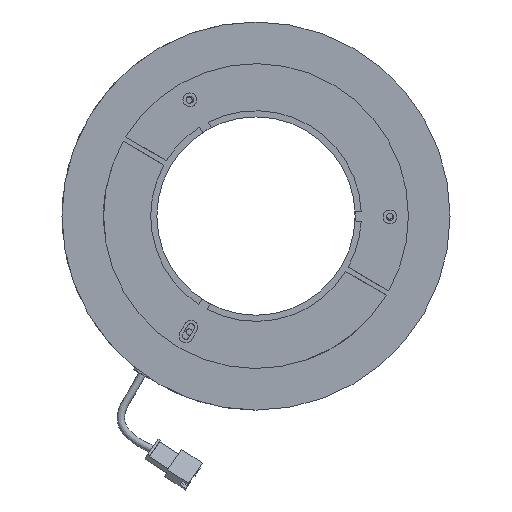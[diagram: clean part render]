
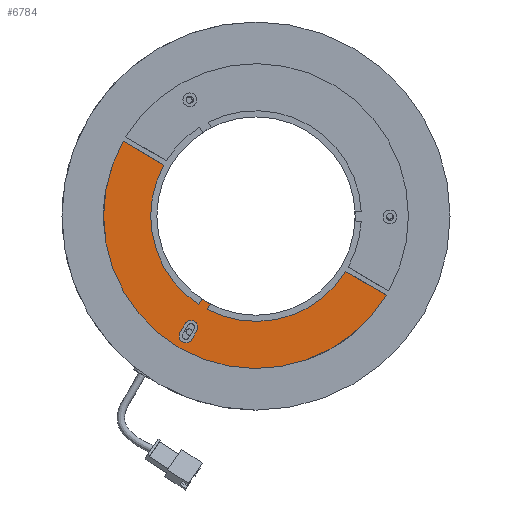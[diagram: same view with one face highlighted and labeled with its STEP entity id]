
A CAD part, front view. The second image highlights one B-rep face of the part: STEP entity #6784.
In plain terms, the highlighted planar face has unit normal (0, -1, 0).
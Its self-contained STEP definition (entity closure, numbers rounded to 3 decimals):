
#601 = AXIS2_PLACEMENT_3D ( 'NONE', #785, #786, #787 ) ;
#778 = PLANE ( 'NONE',  #601 ) ;
#785 = CARTESIAN_POINT ( 'NONE',  ( -116.879, -10., 68.42 ) ) ;
#786 = DIRECTION ( 'NONE',  ( 0., -1., 0. ) ) ;
#787 = DIRECTION ( 'NONE',  ( -0.505, 0., -0.863 ) ) ;
#940 = FACE_OUTER_BOUND ( 'NONE', #6418, .T. ) ;
#944 = FACE_BOUND ( 'NONE', #6423, .T. ) ;
#3213 = AXIS2_PLACEMENT_3D ( 'NONE', #3608, #3609, #3610 ) ;
#3219 = AXIS2_PLACEMENT_3D ( 'NONE', #3718, #3719, #3720 ) ;
#3258 = AXIS2_PLACEMENT_3D ( 'NONE', #4251, #4252, #4253 ) ;
#3262 = AXIS2_PLACEMENT_3D ( 'NONE', #4275, #4276, #4277 ) ;
#3264 = AXIS2_PLACEMENT_3D ( 'NONE', #4289, #4290, #4291 ) ;
#3266 = AXIS2_PLACEMENT_3D ( 'NONE', #4432, #4433, #4434 ) ;
#3559 = CARTESIAN_POINT ( 'NONE',  ( -25.918, -10., -49.718 ) ) ;
#3560 = CARTESIAN_POINT ( 'NONE',  ( -29.68, -10., -50.701 ) ) ;
#3566 = CARTESIAN_POINT ( 'NONE',  ( -30.664, -10., -46.939 ) ) ;
#3571 = CARTESIAN_POINT ( 'NONE',  ( -28.644, -10., -43.487 ) ) ;
#3575 = CARTESIAN_POINT ( 'NONE',  ( -23.897, -10., -46.265 ) ) ;
#3576 = CARTESIAN_POINT ( 'NONE',  ( -53.573, -10., 30.203 ) ) ;
#3581 = CARTESIAN_POINT ( 'NONE',  ( -37.173, -10., 20.602 ) ) ;
#3584 = CARTESIAN_POINT ( 'NONE',  ( -23.173, -10., -35.627 ) ) ;
#3585 = CARTESIAN_POINT ( 'NONE',  ( 36.162, -10., -22.328 ) ) ;
#3587 = CARTESIAN_POINT ( 'NONE',  ( 52.563, -10., -31.929 ) ) ;
#3608 = CARTESIAN_POINT ( 'NONE',  ( -28.291, -10., -48.328 ) ) ;
#3609 = DIRECTION ( 'NONE',  ( 0., 1., 0. ) ) ;
#3610 = DIRECTION ( 'NONE',  ( -0.505, 0., -0.863 ) ) ;
#3628 = CARTESIAN_POINT ( 'NONE',  ( -2.373, -10., 1.389 ) ) ;
#3710 = DIRECTION ( 'NONE',  ( 0.505, 0., 0.863 ) ) ;
#3718 = CARTESIAN_POINT ( 'NONE',  ( -26.27, -10., -44.876 ) ) ;
#3719 = DIRECTION ( 'NONE',  ( 0., 1., 0. ) ) ;
#3720 = DIRECTION ( 'NONE',  ( -0.505, 0., -0.863 ) ) ;
#3721 = CARTESIAN_POINT ( 'NONE',  ( 2.373, -10., -1.389 ) ) ;
#3722 = DIRECTION ( 'NONE',  ( -0.505, 0., -0.863 ) ) ;
#3940 = CIRCLE ( 'NONE', #3213, 2.75 ) ;
#3968 = LINE ( 'NONE', #3628, #3976 ) ;
#3976 = VECTOR ( 'NONE', #3710, 1000. ) ;
#3978 = CIRCLE ( 'NONE', #3219, 2.75 ) ;
#3981 = LINE ( 'NONE', #3721, #3984 ) ;
#3984 = VECTOR ( 'NONE', #3722, 1000. ) ;
#4091 = LINE ( 'NONE', #4241, #4100 ) ;
#4100 = VECTOR ( 'NONE', #4246, 1000. ) ;
#4101 = CIRCLE ( 'NONE', #3258, 42.5 ) ;
#4106 = LINE ( 'NONE', #4262, #4114 ) ;
#4111 = CIRCLE ( 'NONE', #3262, 42.5 ) ;
#4114 = VECTOR ( 'NONE', #4266, 1000. ) ;
#4119 = LINE ( 'NONE', #4279, #4126 ) ;
#4123 = LINE ( 'NONE', #4293, #4134 ) ;
#4126 = VECTOR ( 'NONE', #4283, 1000. ) ;
#4129 = CIRCLE ( 'NONE', #3264, 40.003 ) ;
#4134 = VECTOR ( 'NONE', #4288, 1000. ) ;
#4138 = CIRCLE ( 'NONE', #3266, 61.5 ) ;
#4241 = CARTESIAN_POINT ( 'NONE',  ( -117.384, -10., 67.557 ) ) ;
#4246 = DIRECTION ( 'NONE',  ( -0.863, 0., 0.505 ) ) ;
#4251 = CARTESIAN_POINT ( 'NONE',  ( 0., -10., 0. ) ) ;
#4252 = DIRECTION ( 'NONE',  ( 0., 1., 0. ) ) ;
#4253 = DIRECTION ( 'NONE',  ( 0.505, 0., 0.863 ) ) ;
#4262 = CARTESIAN_POINT ( 'NONE',  ( -117.384, -10., 67.557 ) ) ;
#4266 = DIRECTION ( 'NONE',  ( -0.863, 0., 0.505 ) ) ;
#4275 = CARTESIAN_POINT ( 'NONE',  ( 0., -10., 0. ) ) ;
#4276 = DIRECTION ( 'NONE',  ( 0., 1., 0. ) ) ;
#4277 = DIRECTION ( 'NONE',  ( 0.505, 0., 0.863 ) ) ;
#4278 = CARTESIAN_POINT ( 'NONE',  ( -21.91, -10., -33.469 ) ) ;
#4279 = CARTESIAN_POINT ( 'NONE',  ( 1.726, -10., -1.01 ) ) ;
#4283 = DIRECTION ( 'NONE',  ( 0.505, 0., 0.863 ) ) ;
#4288 = DIRECTION ( 'NONE',  ( 0.505, 0., 0.863 ) ) ;
#4289 = CARTESIAN_POINT ( 'NONE',  ( 0., -10., 0. ) ) ;
#4290 = DIRECTION ( 'NONE',  ( 0., 1., 0. ) ) ;
#4291 = DIRECTION ( 'NONE',  ( 0.505, 0., 0.863 ) ) ;
#4293 = CARTESIAN_POINT ( 'NONE',  ( -1.726, -10., 1.01 ) ) ;
#4301 = CARTESIAN_POINT ( 'NONE',  ( -19.721, -10., -37.647 ) ) ;
#4303 = CARTESIAN_POINT ( 'NONE',  ( -18.458, -10., -35.49 ) ) ;
#4432 = CARTESIAN_POINT ( 'NONE',  ( 0., -10., 0. ) ) ;
#4433 = DIRECTION ( 'NONE',  ( 0., 1., 0. ) ) ;
#4434 = DIRECTION ( 'NONE',  ( 0.505, 0., 0.863 ) ) ;
#6418 = EDGE_LOOP ( 'NONE', ( #7306, #7307, #7308, #7309, #7310, #7311, #7312, #7313 ) ) ;
#6423 = EDGE_LOOP ( 'NONE', ( #7314, #7315, #7316, #7317, #7318 ) ) ;
#6518 = CARTESIAN_POINT ( 'NONE',  ( -28.291, -10., -48.328 ) ) ;
#6519 = DIRECTION ( 'NONE',  ( 0., 1., 0. ) ) ;
#6520 = DIRECTION ( 'NONE',  ( -0.505, 0., -0.863 ) ) ;
#6733 = EDGE_CURVE ( 'NONE', #7058, #7064, #8790, .T. ) ;
#6784 = ADVANCED_FACE ( 'NONE', ( #940, #944 ), #778, .T. ) ;
#7057 = VERTEX_POINT ( 'NONE', #3559 ) ;
#7058 = VERTEX_POINT ( 'NONE', #3560 ) ;
#7064 = VERTEX_POINT ( 'NONE', #3566 ) ;
#7069 = VERTEX_POINT ( 'NONE', #3571 ) ;
#7073 = VERTEX_POINT ( 'NONE', #3575 ) ;
#7074 = VERTEX_POINT ( 'NONE', #3576 ) ;
#7079 = VERTEX_POINT ( 'NONE', #3581 ) ;
#7082 = VERTEX_POINT ( 'NONE', #3584 ) ;
#7083 = VERTEX_POINT ( 'NONE', #3585 ) ;
#7085 = VERTEX_POINT ( 'NONE', #3587 ) ;
#7105 = EDGE_CURVE ( 'NONE', #7057, #7058, #3940, .T. ) ;
#7120 = EDGE_CURVE ( 'NONE', #7064, #7069, #3968, .T. ) ;
#7123 = EDGE_CURVE ( 'NONE', #7069, #7073, #3978, .T. ) ;
#7125 = EDGE_CURVE ( 'NONE', #7073, #7057, #3981, .T. ) ;
#7202 = EDGE_CURVE ( 'NONE', #7079, #7074, #4091, .T. ) ;
#7205 = EDGE_CURVE ( 'NONE', #7082, #7079, #4101, .T. ) ;
#7211 = EDGE_CURVE ( 'NONE', #7085, #7083, #4106, .T. ) ;
#7215 = EDGE_CURVE ( 'NONE', #7083, #7383, #4111, .T. ) ;
#7218 = EDGE_CURVE ( 'NONE', #7383, #7387, #4119, .T. ) ;
#7221 = EDGE_CURVE ( 'NONE', #7387, #7388, #4129, .T. ) ;
#7223 = EDGE_CURVE ( 'NONE', #7082, #7388, #4123, .T. ) ;
#7306 = ORIENTED_EDGE ( 'NONE', *, *, #7223, .F. ) ;
#7307 = ORIENTED_EDGE ( 'NONE', *, *, #7205, .T. ) ;
#7308 = ORIENTED_EDGE ( 'NONE', *, *, #7202, .T. ) ;
#7309 = ORIENTED_EDGE ( 'NONE', *, *, #7517, .F. ) ;
#7310 = ORIENTED_EDGE ( 'NONE', *, *, #7211, .T. ) ;
#7311 = ORIENTED_EDGE ( 'NONE', *, *, #7215, .T. ) ;
#7312 = ORIENTED_EDGE ( 'NONE', *, *, #7218, .T. ) ;
#7313 = ORIENTED_EDGE ( 'NONE', *, *, #7221, .T. ) ;
#7314 = ORIENTED_EDGE ( 'NONE', *, *, #7105, .T. ) ;
#7315 = ORIENTED_EDGE ( 'NONE', *, *, #6733, .T. ) ;
#7316 = ORIENTED_EDGE ( 'NONE', *, *, #7120, .T. ) ;
#7317 = ORIENTED_EDGE ( 'NONE', *, *, #7123, .T. ) ;
#7318 = ORIENTED_EDGE ( 'NONE', *, *, #7125, .T. ) ;
#7383 = VERTEX_POINT ( 'NONE', #4301 ) ;
#7387 = VERTEX_POINT ( 'NONE', #4303 ) ;
#7388 = VERTEX_POINT ( 'NONE', #4278 ) ;
#7517 = EDGE_CURVE ( 'NONE', #7085, #7074, #4138, .T. ) ;
#8770 = AXIS2_PLACEMENT_3D ( 'NONE', #6518, #6519, #6520 ) ;
#8790 = CIRCLE ( 'NONE', #8770, 2.75 ) ;
